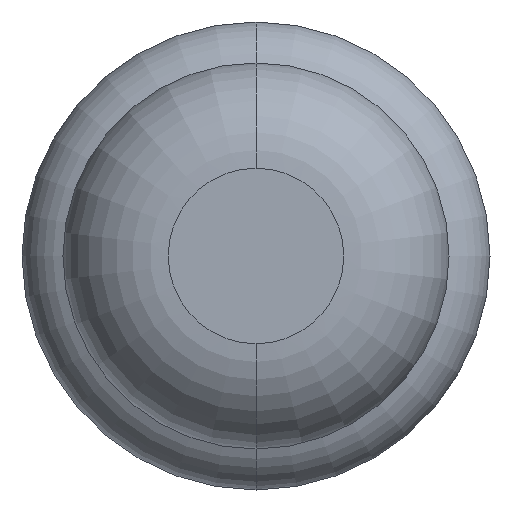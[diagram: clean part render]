
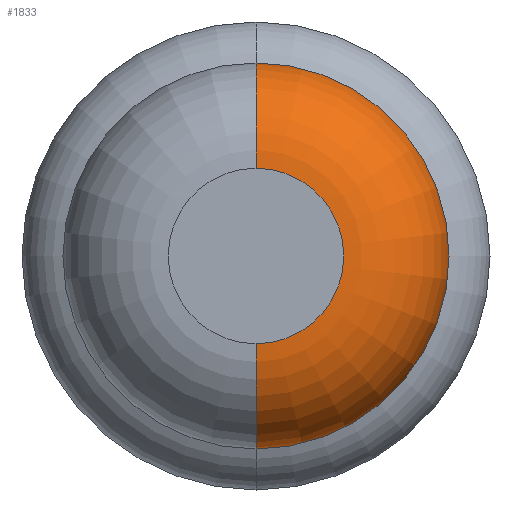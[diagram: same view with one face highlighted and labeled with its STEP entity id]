
A CAD part, front view. The second image highlights one B-rep face of the part: STEP entity #1833.
In plain terms, the highlighted toroidal (fillet/blend) face has major radius 0.375 mm and minor radius 0.45 mm.
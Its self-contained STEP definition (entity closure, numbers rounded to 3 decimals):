
#42 = AXIS2_PLACEMENT_3D ( 'NONE', #740, #1900, #3044 ) ;
#74 = ORIENTED_EDGE ( 'NONE', *, *, #3163, .T. ) ;
#110 = FACE_OUTER_BOUND ( 'NONE', #3476, .T. ) ;
#193 = CARTESIAN_POINT ( 'NONE',  ( 0., -25.55, 0. ) ) ;
#307 = AXIS2_PLACEMENT_3D ( 'NONE', #2283, #3660, #806 ) ;
#343 = ORIENTED_EDGE ( 'NONE', *, *, #3502, .F. ) ;
#513 = AXIS2_PLACEMENT_3D ( 'NONE', #193, #792, #3345 ) ;
#595 = CIRCLE ( 'NONE', #2138, 0.45 ) ;
#615 = CARTESIAN_POINT ( 'NONE',  ( 0., -26., -0.375 ) ) ;
#685 = TOROIDAL_SURFACE ( 'NONE', #2099, 0.375, 0.45 ) ;
#713 = CIRCLE ( 'NONE', #307, 0.375 ) ;
#740 = CARTESIAN_POINT ( 'NONE',  ( 0., -25.55, -0.375 ) ) ;
#792 = DIRECTION ( 'NONE',  ( 0., 1., 0. ) ) ;
#806 = DIRECTION ( 'NONE',  ( 0., 0., 1. ) ) ;
#841 = VERTEX_POINT ( 'NONE', #3501 ) ;
#930 = VERTEX_POINT ( 'NONE', #615 ) ;
#1009 = CARTESIAN_POINT ( 'NONE',  ( 0., -25.55, 0. ) ) ;
#1061 = VERTEX_POINT ( 'NONE', #2759 ) ;
#1482 = CIRCLE ( 'NONE', #513, 0.825 ) ;
#1487 = DIRECTION ( 'NONE',  ( 0., 0., 1. ) ) ;
#1603 = VERTEX_POINT ( 'NONE', #2872 ) ;
#1833 = ADVANCED_FACE ( 'Defeature ausgef�hrt3_7', ( #110 ), #685, .T. ) ;
#1900 = DIRECTION ( 'NONE',  ( 1., 0., 0. ) ) ;
#2099 = AXIS2_PLACEMENT_3D ( 'NONE', #1009, #2153, #2800 ) ;
#2122 = EDGE_CURVE ( 'NONE', #1061, #1603, #595, .T. ) ;
#2138 = AXIS2_PLACEMENT_3D ( 'NONE', #2894, #2632, #1487 ) ;
#2153 = DIRECTION ( 'NONE',  ( 0., 1., 0. ) ) ;
#2283 = CARTESIAN_POINT ( 'NONE',  ( 0., -26., 0. ) ) ;
#2609 = EDGE_CURVE ( 'NONE', #930, #841, #3584, .T. ) ;
#2632 = DIRECTION ( 'NONE',  ( -1., 0., 0. ) ) ;
#2759 = CARTESIAN_POINT ( 'NONE',  ( 0., -26., 0.375 ) ) ;
#2800 = DIRECTION ( 'NONE',  ( 0., 0., 1. ) ) ;
#2872 = CARTESIAN_POINT ( 'NONE',  ( 0., -25.55, 0.825 ) ) ;
#2894 = CARTESIAN_POINT ( 'NONE',  ( 0., -25.55, 0.375 ) ) ;
#3044 = DIRECTION ( 'NONE',  ( 0., 0., -1. ) ) ;
#3163 = EDGE_CURVE ( 'Defeature ausgef�hrt3_7+Defeature ausgef�hrt3_6+Defeature ausgef�hrt3_6+Defeature ausgef�hrt3_6', #1061, #930, #713, .T. ) ;
#3284 = ORIENTED_EDGE ( 'NONE', *, *, #2122, .F. ) ;
#3345 = DIRECTION ( 'NONE',  ( 0., 0., 1. ) ) ;
#3387 = ORIENTED_EDGE ( 'NONE', *, *, #2609, .T. ) ;
#3476 = EDGE_LOOP ( 'NONE', ( #74, #3387, #343, #3284 ) ) ;
#3501 = CARTESIAN_POINT ( 'NONE',  ( 0., -25.55, -0.825 ) ) ;
#3502 = EDGE_CURVE ( 'Defeature ausgef�hrt3_8+Defeature ausgef�hrt3_7+Defeature ausgef�hrt3_7+Defeature ausgef�hrt3_7', #1603, #841, #1482, .T. ) ;
#3584 = CIRCLE ( 'NONE', #42, 0.45 ) ;
#3660 = DIRECTION ( 'NONE',  ( 0., 1., 0. ) ) ;
